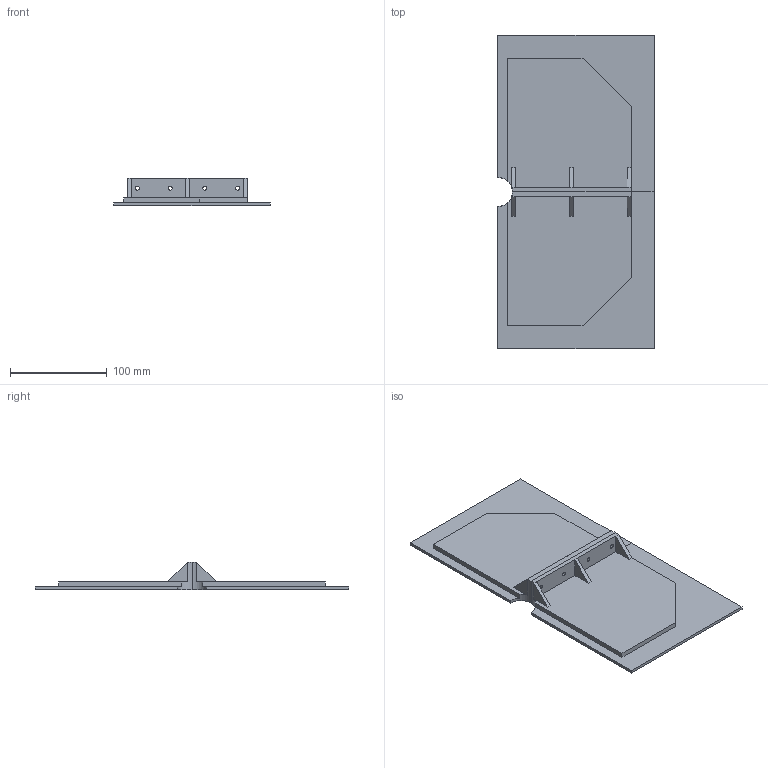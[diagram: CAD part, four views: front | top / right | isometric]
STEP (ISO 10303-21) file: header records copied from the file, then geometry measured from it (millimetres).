
FILE_DESCRIPTION(/* description */ (''),/* implementation_level */ '2;1');
FILE_NAME(/* name */ 'Up Cover v9.stp',/* time_stamp */ '2020-12-05T18:00:20+01:00',/* author */ (''),/* organization */ (''),/* preprocessor_version */ 'ST-DEVELOPER v18.1',/* originating_system */ 'Autodesk Translation Framework v9.3.0.1241',/* authorisation */ '');
FILE_SCHEMA (('AUTOMOTIVE_DESIGN { 1 0 10303 214 3 1 1 }'));
Length unit declared in the file: millimetre
Products named in the file (2): Up Cover; Up  Cover - Back
Assembly tree (1 placements, depth 2):
  Up Cover
    Up  Cover - Back
Bounding box: 161.5 x 324 x 28 mm (x, y, z)
Volume: 348572.9 mm3; surface area: 125483.1 mm2
Topology: 2 solids, 2 shells, 54 faces, 140 edges, 90 vertices
Faces by surface type: plane 44, cylinder 10
Full cylindrical faces by diameter (mm): 4.2 x8
Entity records: 1719 total; most frequent: CARTESIAN_POINT 287, ORIENTED_EDGE 280, DIRECTION 278, EDGE_CURVE 140, LINE 116, VECTOR 116, VERTEX_POINT 90, AXIS2_PLACEMENT_3D 81
